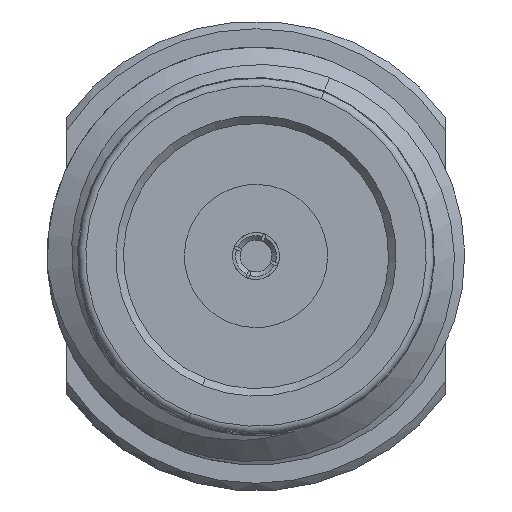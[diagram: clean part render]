
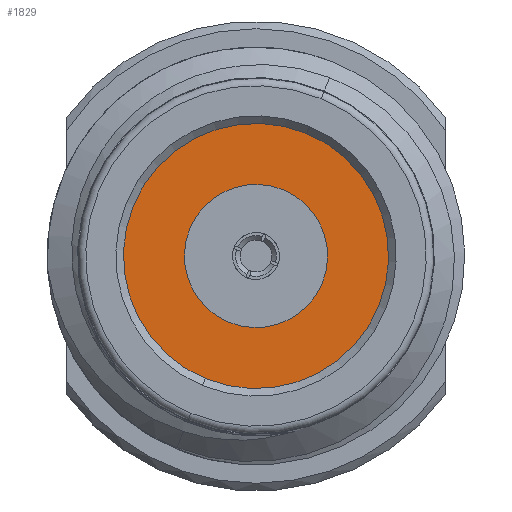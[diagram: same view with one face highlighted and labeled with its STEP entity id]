
A CAD part, left-side view. The second image highlights one B-rep face of the part: STEP entity #1829.
In plain terms, the highlighted planar face has unit normal (-1, 0, 0).
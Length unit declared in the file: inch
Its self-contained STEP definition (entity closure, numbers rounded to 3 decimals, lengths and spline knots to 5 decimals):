
#402 = VERTEX_POINT ( 'NONE', #5615 ) ;
#898 = FACE_OUTER_BOUND ( 'NONE', #1511, .T. ) ;
#1135 = CARTESIAN_POINT ( 'NONE',  ( 0.135, -0.01804, 0.04366 ) ) ;
#1156 = DIRECTION ( 'NONE',  ( 0., -0.382, 0.924 ) ) ;
#1321 = DIRECTION ( 'NONE',  ( -1., 0., 0. ) ) ;
#1368 = AXIS2_PLACEMENT_3D ( 'NONE', #5319, #1321, #2886 ) ;
#1511 = EDGE_LOOP ( 'NONE', ( #1833, #3750 ) ) ;
#1663 = EDGE_CURVE ( 'NONE', #2906, #2746, #3319, .T. ) ;
#1829 = ADVANCED_FACE ( 'NONE', ( #5288, #898 ), #5250, .T. ) ;
#1833 = ORIENTED_EDGE ( 'NONE', *, *, #4061, .T. ) ;
#1841 = DIRECTION ( 'NONE',  ( -1., 0., 0. ) ) ;
#2227 = EDGE_CURVE ( 'NONE', #2746, #2906, #4858, .T. ) ;
#2244 = DIRECTION ( 'NONE',  ( 0., -0.382, 0.924 ) ) ;
#2354 = DIRECTION ( 'NONE',  ( 0., -0.382, 0.924 ) ) ;
#2388 = CIRCLE ( 'NONE', #2596, 0.0875 ) ;
#2514 = AXIS2_PLACEMENT_3D ( 'NONE', #6087, #2594, #1156 ) ;
#2594 = DIRECTION ( 'NONE',  ( -1., 0., 0. ) ) ;
#2596 = AXIS2_PLACEMENT_3D ( 'NONE', #5233, #1841, #2354 ) ;
#2746 = VERTEX_POINT ( 'NONE', #1135 ) ;
#2886 = DIRECTION ( 'NONE',  ( 0., -0.382, 0.924 ) ) ;
#2906 = VERTEX_POINT ( 'NONE', #3106 ) ;
#2909 = CIRCLE ( 'NONE', #4551, 0.0875 ) ;
#2982 = CARTESIAN_POINT ( 'NONE',  ( 0.135, 0., 0. ) ) ;
#3012 = DIRECTION ( 'NONE',  ( 0., -0.382, 0.924 ) ) ;
#3106 = CARTESIAN_POINT ( 'NONE',  ( 0.135, 0.01804, -0.04366 ) ) ;
#3180 = ORIENTED_EDGE ( 'NONE', *, *, #2227, .F. ) ;
#3319 = CIRCLE ( 'NONE', #4145, 0.04724 ) ;
#3559 = ORIENTED_EDGE ( 'NONE', *, *, #1663, .F. ) ;
#3599 = CARTESIAN_POINT ( 'NONE',  ( 0.135, 0., 0. ) ) ;
#3750 = ORIENTED_EDGE ( 'NONE', *, *, #4406, .T. ) ;
#3947 = EDGE_LOOP ( 'NONE', ( #3180, #3559 ) ) ;
#4061 = EDGE_CURVE ( 'NONE', #4795, #402, #2909, .T. ) ;
#4145 = AXIS2_PLACEMENT_3D ( 'NONE', #3599, #4592, #2244 ) ;
#4406 = EDGE_CURVE ( 'NONE', #402, #4795, #2388, .T. ) ;
#4551 = AXIS2_PLACEMENT_3D ( 'NONE', #2982, #5833, #3012 ) ;
#4592 = DIRECTION ( 'NONE',  ( -1., 0., 0. ) ) ;
#4795 = VERTEX_POINT ( 'NONE', #5813 ) ;
#4858 = CIRCLE ( 'NONE', #2514, 0.04724 ) ;
#5233 = CARTESIAN_POINT ( 'NONE',  ( 0.135, 0., 0. ) ) ;
#5250 = PLANE ( 'NONE',  #1368 ) ;
#5288 = FACE_BOUND ( 'NONE', #3947, .T. ) ;
#5319 = CARTESIAN_POINT ( 'NONE',  ( 0.135, 0., 0. ) ) ;
#5615 = CARTESIAN_POINT ( 'NONE',  ( 0.135, 0.03341, -0.08087 ) ) ;
#5813 = CARTESIAN_POINT ( 'NONE',  ( 0.135, -0.03341, 0.08087 ) ) ;
#5833 = DIRECTION ( 'NONE',  ( -1., 0., 0. ) ) ;
#6087 = CARTESIAN_POINT ( 'NONE',  ( 0.135, 0., 0. ) ) ;
